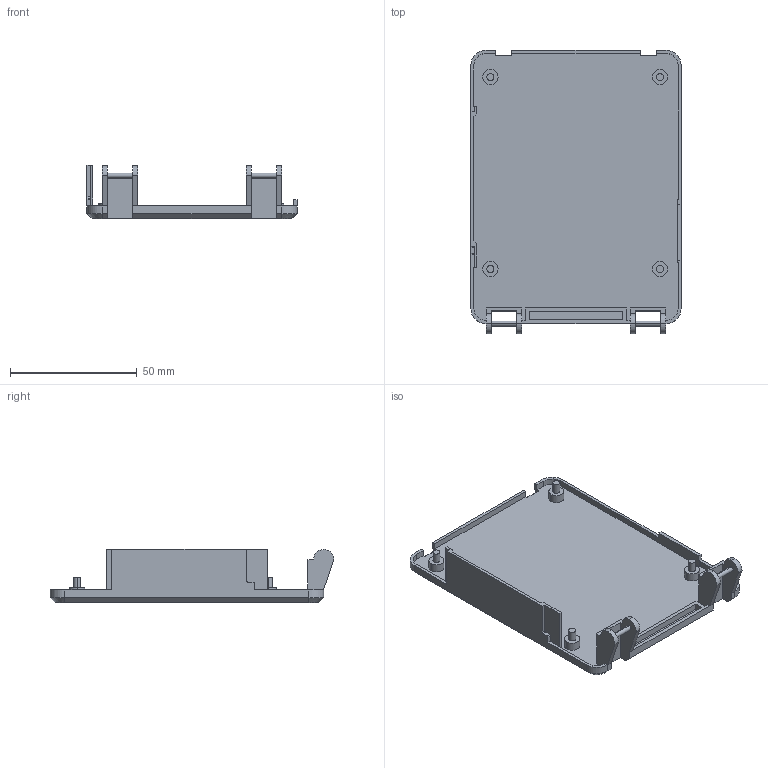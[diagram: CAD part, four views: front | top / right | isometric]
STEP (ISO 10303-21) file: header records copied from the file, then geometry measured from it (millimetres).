
FILE_DESCRIPTION (( 'STEP AP214' ), '1' );
FILE_NAME ('PCBCase_Bot_mod_v2_hardened_kurz.STEP', '2019-08-28T11:23:05', ( '' ), ( '' ), 'SwSTEP 2.0', 'SolidWorks 2012', '' );
FILE_SCHEMA (( 'AUTOMOTIVE_DESIGN' ));
Length unit declared in the file: millimetre
Products named in the file (1): PCBCase_Bot_mod_v2_hardened_kurz
Bounding box: 83 x 112 x 21 mm (x, y, z)
Volume: 25905.4 mm3; surface area: 24746.4 mm2
Topology: 1 solids, 1 shells, 149 faces, 404 edges, 266 vertices
Faces by surface type: plane 105, cylinder 40, cone 4
Entity records: 4708 total; most frequent: CARTESIAN_POINT 832, ORIENTED_EDGE 808, DIRECTION 784, EDGE_CURVE 404, LINE 316, VECTOR 316, VERTEX_POINT 266, AXIS2_PLACEMENT_3D 234
